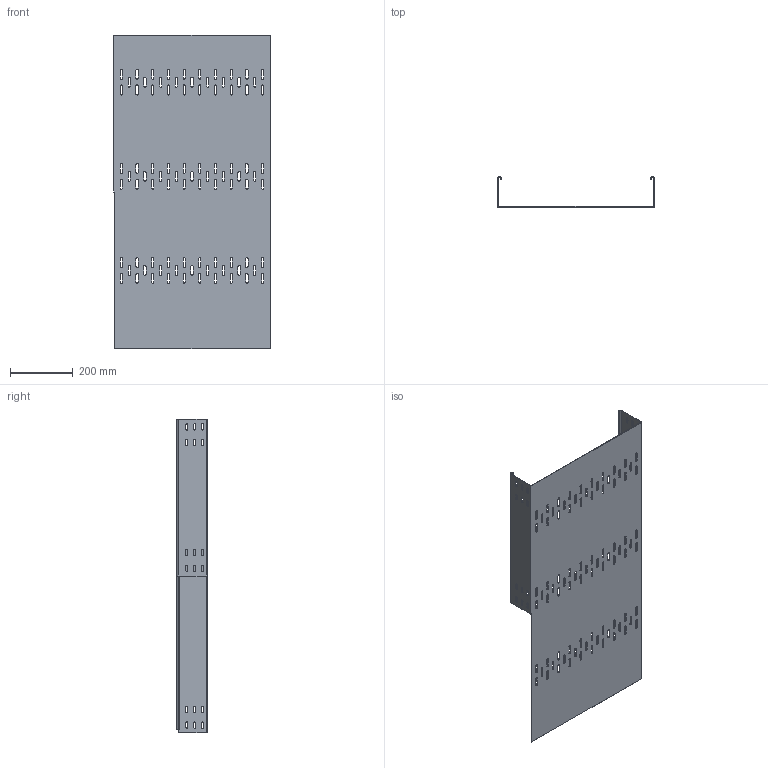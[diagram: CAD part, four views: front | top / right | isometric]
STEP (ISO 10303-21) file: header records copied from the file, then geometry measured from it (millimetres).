
FILE_DESCRIPTION (( 'STEP AP203' ), '1' );
FILE_NAME ('6061926.STEP', '2019-11-07T14:27:43', ( '' ), ( '' ), 'SwSTEP 2.0', 'SolidWorks 2018', '' );
FILE_SCHEMA (( 'CONFIG_CONTROL_DESIGN' ));
Length unit declared in the file: millimetre
Products named in the file (1): 6061926
Bounding box: 500 x 98 x 1000 mm (x, y, z)
Volume: 1278888.2 mm3; surface area: 1300587.9 mm2
Topology: 1 solids, 1 shells, 579 faces, 1715 edges, 1138 vertices
Faces by surface type: cylinder 325, plane 254
Entity records: 20092 total; most frequent: DIRECTION 3525, CARTESIAN_POINT 3433, ORIENTED_EDGE 3430, EDGE_CURVE 1715, AXIS2_PLACEMENT_3D 1230, VERTEX_POINT 1138, LINE 1065, VECTOR 1065
